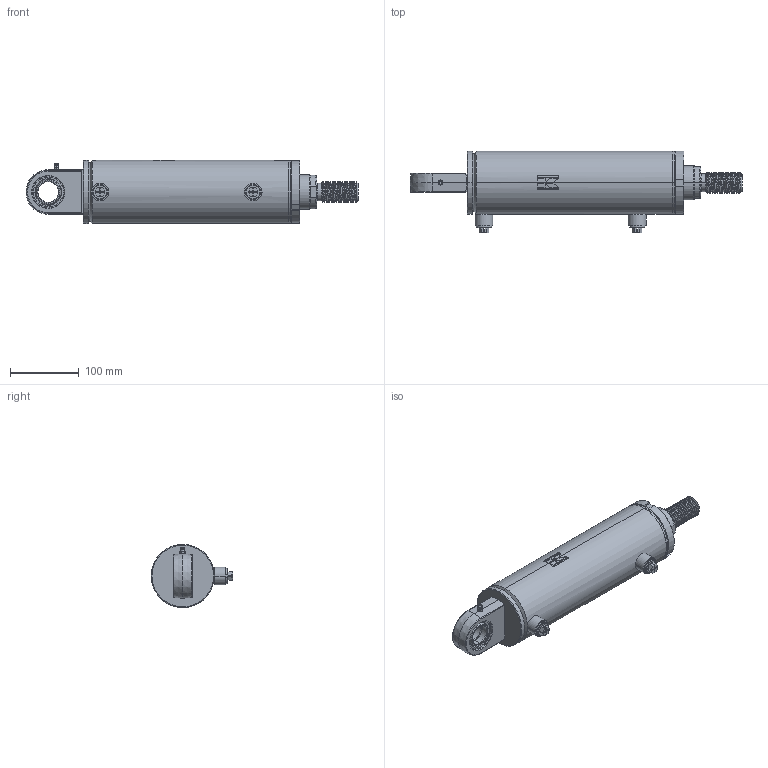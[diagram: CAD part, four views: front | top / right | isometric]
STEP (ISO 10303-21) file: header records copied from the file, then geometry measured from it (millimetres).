
FILE_DESCRIPTION (( 'STEP AP214' ), '1' );
FILE_NAME ('CFGCY0079366-Cylinder.step', '2026-03-05T13:31:28', ( 'Kramp IT' ), ( 'Kramp' ), 'SwSTEP 2.0', 'SolidWorks 2025', '' );
FILE_SCHEMA (( 'AUTOMOTIVE_DESIGN' ));
Length unit declared in the file: millimetre
Products named in the file (19): LSN06E; Tube-MA_Simplified; Rod-WA_Simplified; DS2908015; MATE-AID; CFGCY0079366-Cylinder; GF30DO-EC; DS2908013050_Simplified; DS2908004VM_Simplified; Rod_Simplified; DS2908013050VM_Simplified; Tube-WA_Simplified; SP06M; ATT-NONE; DS2908004_Simplified; GF30DO; Tube_Simplified; DC3908001
Assembly tree (18 placements, depth 4):
  MATE-AID
  CFGCY0079366-Cylinder
    Tube-WA_Simplified
      Tube-MA_Simplified
        Tube_Simplified
        LSN06E
      LSN06E
      DC3908001
        DC3908001
      GF30DO-EC
        GF30DO
    Rod-WA_Simplified
      Rod_Simplified
    DS2908013050VM_Simplified
      DS2908013050_Simplified
    DS2908004VM_Simplified
      DS2908004_Simplified
    DS2908015
    SP06M  x2
  ATT-NONE
Bounding box: 484.5 x 119 x 92 mm (x, y, z)
Volume: 1771110.9 mm3; surface area: 346036.7 mm2
Topology: 16 solids, 16 shells, 514 faces, 1204 edges, 758 vertices
Faces by surface type: cylinder 193, plane 177, cone 84, bspline 34, torus 26
Entity records: 23002 total; most frequent: CARTESIAN_POINT 12620, DIRECTION 2133, ORIENTED_EDGE 2016, EDGE_CURVE 1008, AXIS2_PLACEMENT_3D 854, VERTEX_POINT 636, EDGE_LOOP 492, ADVANCED_FACE 432
